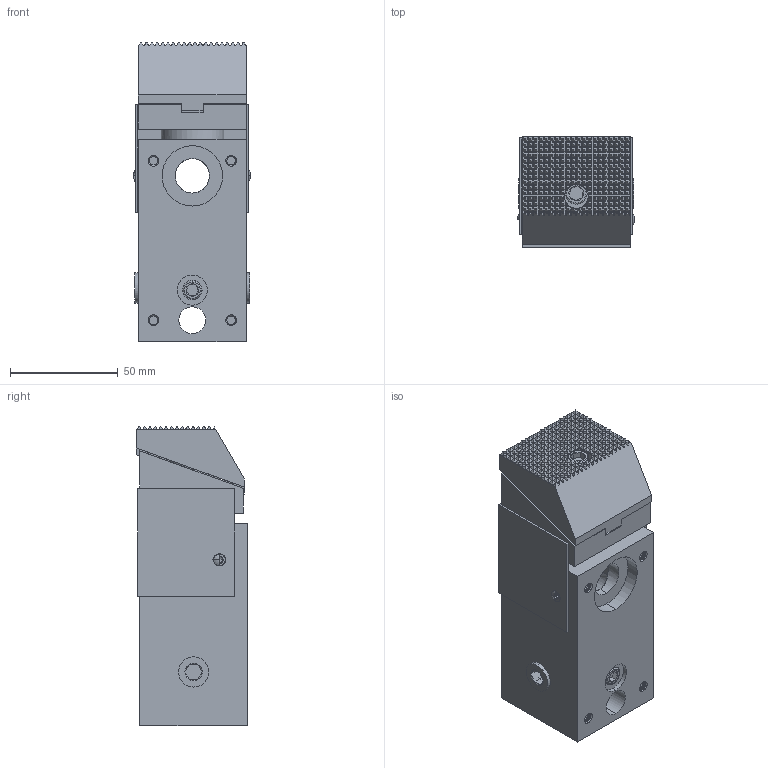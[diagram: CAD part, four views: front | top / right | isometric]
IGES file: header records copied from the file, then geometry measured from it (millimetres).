
Start section:  PTC IGES file: ilcm41531120.igs
Global section: file name: ilcm41531120.igs; native system: Creo Parametric by PTC Inc.; preprocessor: 2021164; author: rkuestersteffen; organization: Unknown; date: 20221026.121502; units: millimetre
Bounding box: 54.3 x 51.5 x 139 mm (x, y, z)
Surface area: 73234.3 mm2 (no closed solid volume)
Topology: 0 solids, 0 shells, 1789 faces, 8588 edges, 8585 vertices
Faces by surface type: bspline 1507, revolution 282
